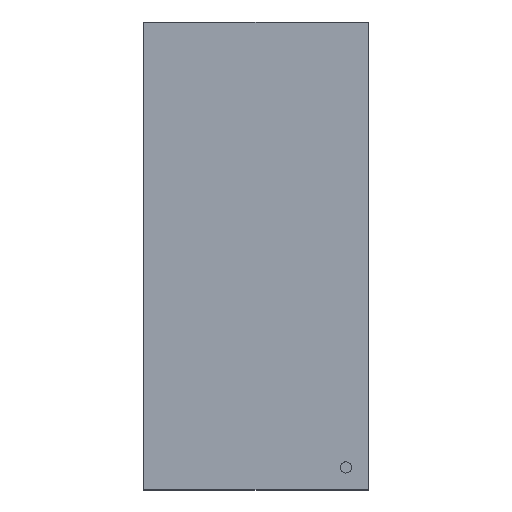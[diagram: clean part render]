
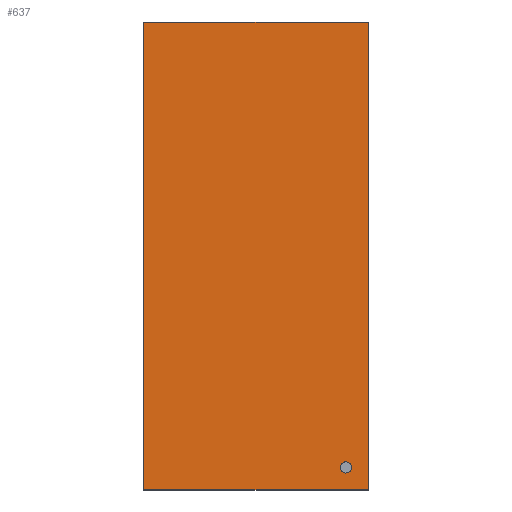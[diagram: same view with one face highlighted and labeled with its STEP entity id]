
A CAD part, top view. The second image highlights one B-rep face of the part: STEP entity #637.
In plain terms, the highlighted planar face has unit normal (0, 0, 1).
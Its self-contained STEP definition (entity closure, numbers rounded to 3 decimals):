
#413=CARTESIAN_POINT('',(0.47,-0.978,0.508));
#412=VERTEX_POINT('',#413);
#423=CARTESIAN_POINT('',(-0.47,-0.978,0.508));
#422=VERTEX_POINT('',#423);
#421=EDGE_CURVE('',#422,#412,#426,.T.);
#426=LINE('',#423,#428);
#428=VECTOR('',#429,0.94);
#429=DIRECTION('',(1.0,0.0,0.0));
#462=CARTESIAN_POINT('',(0.47,0.978,0.508));
#461=VERTEX_POINT('',#462);
#470=EDGE_CURVE('',#412,#461,#475,.T.);
#475=LINE('',#413,#477);
#477=VECTOR('',#478,1.956);
#478=DIRECTION('',(0.0,1.0,0.0));
#511=CARTESIAN_POINT('',(-0.47,0.978,0.508));
#510=VERTEX_POINT('',#511);
#519=EDGE_CURVE('',#461,#510,#524,.T.);
#524=LINE('',#462,#526);
#526=VECTOR('',#527,0.94);
#527=DIRECTION('',(-1.0,0.0,0.0));
#568=EDGE_CURVE('',#510,#422,#573,.T.);
#573=LINE('',#511,#575);
#575=VECTOR('',#576,1.956);
#576=DIRECTION('',(0.0,-1.0,0.0));
#637=ADVANCED_FACE('',(#643),#638,.T.);
#638=PLANE('',#639);
#639=AXIS2_PLACEMENT_3D('',#640,#641,#642);
#640=CARTESIAN_POINT('',(-0.47,-0.978,0.508));
#641=DIRECTION('',(0.0,0.0,1.0));
#642=DIRECTION('',(0.,1.,0.));
#643=FACE_OUTER_BOUND('',#644,.T.);
#644=EDGE_LOOP('',(#645,#655,#665,#675));
#645=ORIENTED_EDGE('',*,*,#421,.T.);
#655=ORIENTED_EDGE('',*,*,#470,.T.);
#665=ORIENTED_EDGE('',*,*,#519,.T.);
#675=ORIENTED_EDGE('',*,*,#568,.T.);
